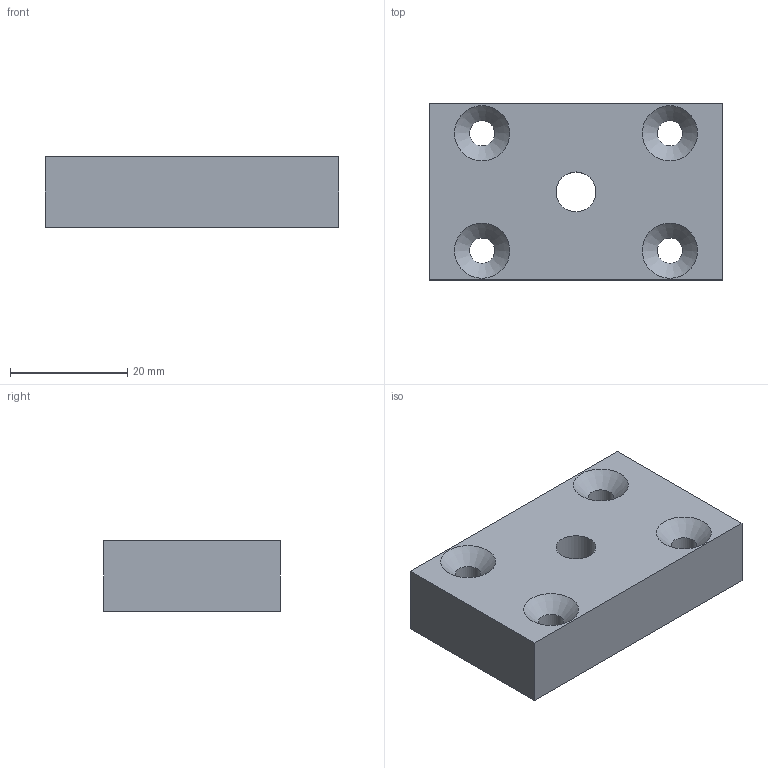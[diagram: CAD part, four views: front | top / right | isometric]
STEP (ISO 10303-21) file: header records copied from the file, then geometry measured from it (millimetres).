
FILE_DESCRIPTION (( 'STEP AP214' ), '1' );
FILE_NAME ('BUG-USI-005-A-SUPPORT RF.STEP', '2023-07-18T06:13:20', ( '' ), ( '' ), 'SwSTEP 2.0', 'SolidWorks 2021', '' );
FILE_SCHEMA (( 'AUTOMOTIVE_DESIGN' ));
Length unit declared in the file: millimetre
Products named in the file (1): BUG-USI-005-A-SUPPORT RF
Bounding box: 50 x 30 x 12 mm (x, y, z)
Volume: 16622 mm3; surface area: 5589.1 mm2
Topology: 1 solids, 1 shells, 15 faces, 35 edges, 22 vertices
Faces by surface type: plane 6, cylinder 5, cone 4
Full cylindrical faces by diameter (mm): 4.3 x4, 6.8 x1
Entity records: 451 total; most frequent: DIRECTION 72, CARTESIAN_POINT 64, ORIENTED_EDGE 52, EDGE_LOOP 34, AXIS2_PLACEMENT_3D 30, EDGE_CURVE 26, VERTEX_POINT 22, FACE_OUTER_BOUND 20
